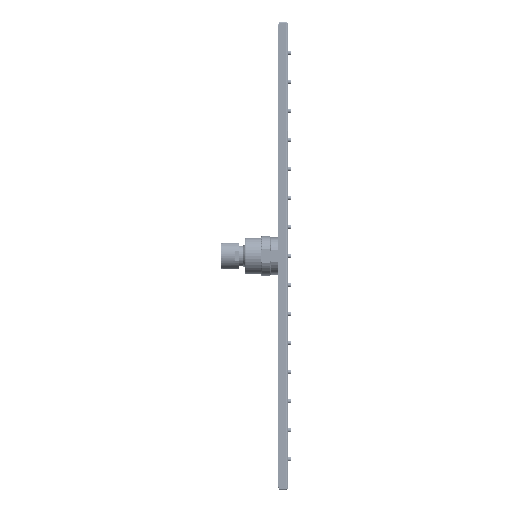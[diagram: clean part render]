
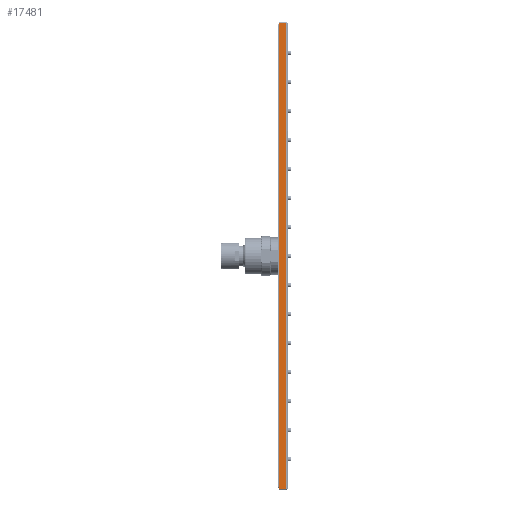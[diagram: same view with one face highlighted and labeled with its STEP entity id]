
A CAD part, left-side view. The second image highlights one B-rep face of the part: STEP entity #17481.
In plain terms, the highlighted planar face has unit normal (-1, 0, 0).
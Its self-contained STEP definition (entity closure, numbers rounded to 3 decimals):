
#6451=DIRECTION('',(0.,0.,1.));
#6452=VECTOR('',#6451,401.1);
#6453=CARTESIAN_POINT('',(-201.55,8.,-200.55));
#6454=LINE('',#6453,#6452);
#6537=DIRECTION('',(0.,0.,-1.));
#6538=VECTOR('',#6537,401.1);
#6539=CARTESIAN_POINT('',(-201.55,1.5,200.55));
#6540=LINE('',#6539,#6538);
#6541=DIRECTION('',(0.,-1.,0.));
#6542=VECTOR('',#6541,6.5);
#6543=CARTESIAN_POINT('',(-201.55,8.,-200.55));
#6544=LINE('',#6543,#6542);
#6545=DIRECTION('',(0.,-1.,0.));
#6546=VECTOR('',#6545,6.5);
#6547=CARTESIAN_POINT('',(-201.55,8.,200.55));
#6548=LINE('',#6547,#6546);
#6677=CARTESIAN_POINT('',(-201.55,8.,200.55));
#6679=VERTEX_POINT('',#6677);
#6682=CARTESIAN_POINT('',(-201.55,8.,-200.55));
#6684=VERTEX_POINT('',#6682);
#8491=CARTESIAN_POINT('',(-201.55,1.5,200.55));
#8492=CARTESIAN_POINT('',(-201.55,1.5,-200.55));
#8493=VERTEX_POINT('',#8491);
#8494=VERTEX_POINT('',#8492);
#17468=CARTESIAN_POINT('',(-201.55,0.,-201.55));
#17469=DIRECTION('',(-1.,0.,0.));
#17470=DIRECTION('',(0.,0.,1.));
#17471=AXIS2_PLACEMENT_3D('',#17468,#17469,#17470);
#17472=PLANE('',#17471);
#17474=ORIENTED_EDGE('',*,*,#17473,.T.);
#17476=ORIENTED_EDGE('',*,*,#17475,.F.);
#17477=ORIENTED_EDGE('',*,*,#17307,.T.);
#17478=ORIENTED_EDGE('',*,*,#17460,.T.);
#17479=EDGE_LOOP('',(#17474,#17476,#17477,#17478));
#17480=FACE_OUTER_BOUND('',#17479,.F.);
#17307=EDGE_CURVE('',#6684,#6679,#6454,.T.);
#17460=EDGE_CURVE('',#6679,#8493,#6548,.T.);
#17473=EDGE_CURVE('',#8493,#8494,#6540,.T.);
#17475=EDGE_CURVE('',#6684,#8494,#6544,.T.);
#17481=ADVANCED_FACE('',(#17480),#17472,.T.);
